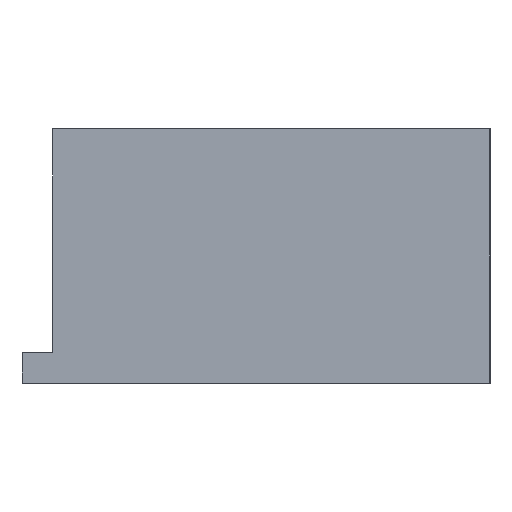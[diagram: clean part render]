
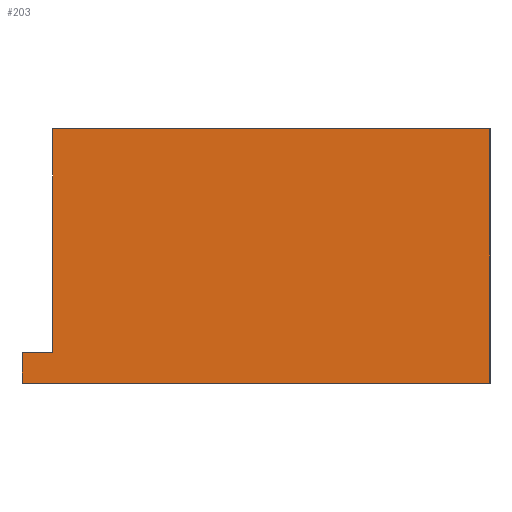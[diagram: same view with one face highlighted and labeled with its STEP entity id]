
A CAD part, left-side view. The second image highlights one B-rep face of the part: STEP entity #203.
In plain terms, the highlighted planar face has unit normal (-1, 0, 0).
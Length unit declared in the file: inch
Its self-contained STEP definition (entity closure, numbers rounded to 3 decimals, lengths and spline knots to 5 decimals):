
#26=FACE_OUTER_BOUND('',#37,.T.);
#37=EDGE_LOOP('',(#167,#168,#169,#170,#171,#172));
#48=LINE('',#305,#71);
#56=LINE('',#320,#79);
#61=LINE('',#329,#84);
#62=LINE('',#349,#85);
#63=LINE('',#351,#86);
#64=LINE('',#352,#87);
#71=VECTOR('',#248,0.3937);
#79=VECTOR('',#260,0.3937);
#84=VECTOR('',#267,0.3937);
#85=VECTOR('',#276,0.3937);
#86=VECTOR('',#277,0.3937);
#87=VECTOR('',#278,0.3937);
#96=VERTEX_POINT('',#302);
#97=VERTEX_POINT('',#304);
#102=VERTEX_POINT('',#318);
#105=VERTEX_POINT('',#327);
#106=VERTEX_POINT('',#348);
#107=VERTEX_POINT('',#350);
#114=EDGE_CURVE('',#97,#96,#48,.T.);
#122=EDGE_CURVE('',#96,#102,#56,.T.);
#127=EDGE_CURVE('',#102,#105,#61,.T.);
#130=EDGE_CURVE('',#106,#105,#62,.T.);
#131=EDGE_CURVE('',#107,#106,#63,.T.);
#132=EDGE_CURVE('',#97,#107,#64,.T.);
#167=ORIENTED_EDGE('',*,*,#114,.T.);
#168=ORIENTED_EDGE('',*,*,#122,.T.);
#169=ORIENTED_EDGE('',*,*,#127,.T.);
#170=ORIENTED_EDGE('',*,*,#130,.F.);
#171=ORIENTED_EDGE('',*,*,#131,.F.);
#172=ORIENTED_EDGE('',*,*,#132,.F.);
#193=PLANE('',#231);
#203=ADVANCED_FACE('',(#26),#193,.T.);
#231=AXIS2_PLACEMENT_3D('',#347,#274,#275);
#248=DIRECTION('',(0.,-1.,0.));
#260=DIRECTION('',(0.,0.,1.));
#267=DIRECTION('',(0.,1.,0.));
#274=DIRECTION('center_axis',(-1.,0.,0.));
#275=DIRECTION('ref_axis',(0.,-1.,0.));
#276=DIRECTION('',(0.,0.,1.));
#277=DIRECTION('',(0.,-1.,0.));
#278=DIRECTION('',(0.,0.,1.));
#302=CARTESIAN_POINT('',(-141.625,-5.75,115.625));
#304=CARTESIAN_POINT('',(-141.625,0.,115.625));
#305=CARTESIAN_POINT('',(-141.625,-0.1875,115.625));
#318=CARTESIAN_POINT('',(-141.625,-5.75,118.75));
#320=CARTESIAN_POINT('',(-141.625,-5.75,-0.125));
#327=CARTESIAN_POINT('',(-141.625,-0.375,118.75));
#329=CARTESIAN_POINT('',(-141.625,-2.875,118.75));
#347=CARTESIAN_POINT('Origin',(-141.625,-0.375,-0.125));
#348=CARTESIAN_POINT('',(-141.625,-0.375,116.));
#349=CARTESIAN_POINT('',(-141.625,-0.375,-0.125));
#350=CARTESIAN_POINT('',(-141.625,0.,116.));
#351=CARTESIAN_POINT('',(-141.625,-0.28125,116.));
#352=CARTESIAN_POINT('',(-141.625,0.,115.90625));
